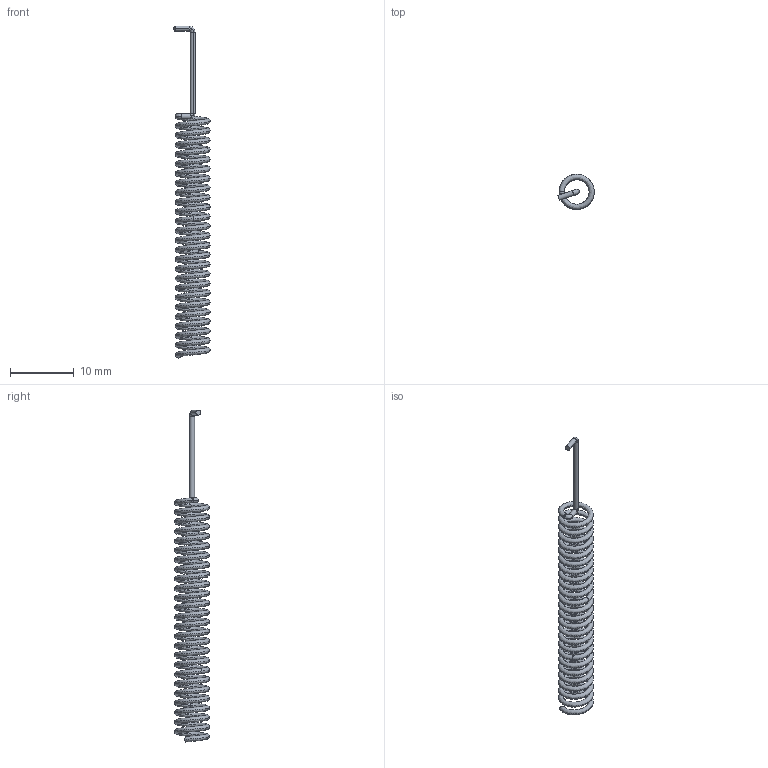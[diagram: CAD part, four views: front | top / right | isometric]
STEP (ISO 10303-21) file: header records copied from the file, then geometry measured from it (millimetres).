
FILE_DESCRIPTION (( 'STEP AP214' ), '1' );
FILE_NAME ('User Library-433MHz Antenna Bended.STEP', '2021-08-13T15:33:09', ( '' ), ( '' ), 'SwSTEP 2.0', 'SolidWorks 2021', '' );
FILE_SCHEMA (( 'AUTOMOTIVE_DESIGN' ));
Length unit declared in the file: millimetre
Products named in the file (1): User Library-433MHz Antenna Bended
Bounding box: 5.72 x 5.5 x 52.2 mm (x, y, z)
Volume: 195.3 mm3; surface area: 980.9 mm2
Topology: 1 solids, 1 shells, 32 faces, 63 edges, 31 vertices
Faces by surface type: bspline 30, plane 2
Entity records: 7405 total; most frequent: CARTESIAN_POINT 6926, ORIENTED_EDGE 122, EDGE_CURVE 61, B_SPLINE_CURVE_WITH_KNOTS 46, ADVANCED_FACE 32, FACE_OUTER_BOUND 32, EDGE_LOOP 32, VERTEX_POINT 31
